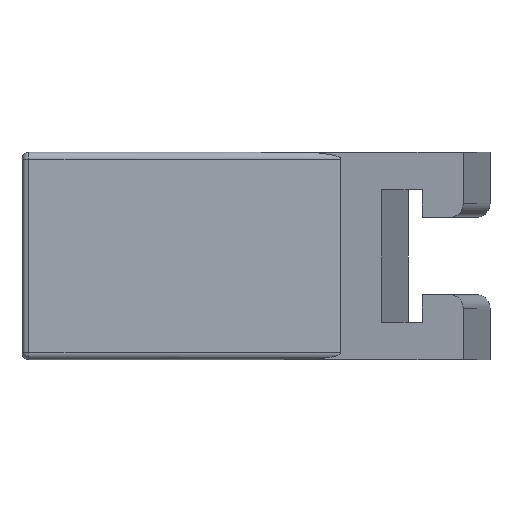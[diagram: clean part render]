
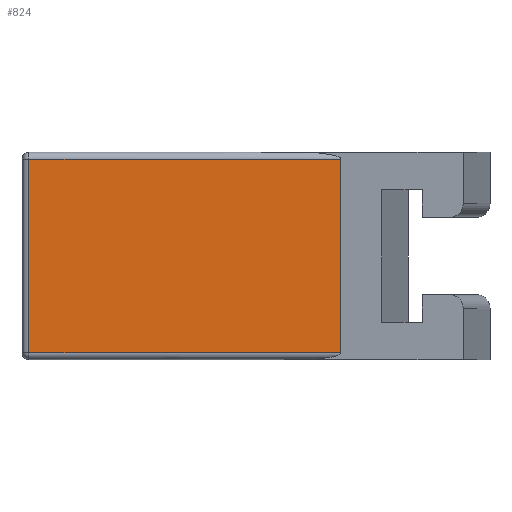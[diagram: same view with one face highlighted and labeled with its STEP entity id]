
A CAD part, front view. The second image highlights one B-rep face of the part: STEP entity #824.
In plain terms, the highlighted planar face has unit normal (0, -1, 0).
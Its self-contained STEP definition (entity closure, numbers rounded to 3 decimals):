
#42=PLANE('',#918);
#90=FACE_OUTER_BOUND('',#138,.T.);
#138=EDGE_LOOP('',(#753,#754,#755,#756));
#208=LINE('',#1270,#282);
#210=LINE('',#1273,#284);
#222=LINE('',#1338,#296);
#233=LINE('',#1366,#307);
#282=VECTOR('',#1002,22.56);
#284=VECTOR('',#1006,14.);
#296=VECTOR('',#1094,22.56);
#307=VECTOR('',#1127,14.);
#364=VERTEX_POINT('',#1258);
#366=VERTEX_POINT('',#1264);
#367=VERTEX_POINT('',#1268);
#382=VERTEX_POINT('',#1336);
#447=EDGE_CURVE('',#367,#366,#208,.T.);
#449=EDGE_CURVE('',#366,#364,#210,.T.);
#482=EDGE_CURVE('',#364,#382,#222,.T.);
#495=EDGE_CURVE('',#367,#382,#233,.T.);
#753=ORIENTED_EDGE('',*,*,#447,.F.);
#754=ORIENTED_EDGE('',*,*,#495,.T.);
#755=ORIENTED_EDGE('',*,*,#482,.F.);
#756=ORIENTED_EDGE('',*,*,#449,.F.);
#824=ADVANCED_FACE('',(#90),#42,.T.);
#918=AXIS2_PLACEMENT_3D('',#1417,#1177,#1178);
#1002=DIRECTION('',(-1.,0.,0.));
#1006=DIRECTION('',(0.,0.,1.));
#1094=DIRECTION('',(1.,0.,0.));
#1127=DIRECTION('',(0.,0.,1.));
#1177=DIRECTION('center_axis',(0.,-1.,0.));
#1178=DIRECTION('ref_axis',(1.,0.,0.));
#1258=CARTESIAN_POINT('',(-24.5,0.,14.5));
#1264=CARTESIAN_POINT('',(-24.5,0.,0.5));
#1268=CARTESIAN_POINT('',(-1.94,0.,0.5));
#1270=CARTESIAN_POINT('',(-17.449,0.,0.5));
#1273=CARTESIAN_POINT('',(-24.5,0.,0.));
#1336=CARTESIAN_POINT('',(-1.94,0.,14.5));
#1338=CARTESIAN_POINT('',(-17.449,0.,14.5));
#1366=CARTESIAN_POINT('',(-1.94,0.,0.));
#1417=CARTESIAN_POINT('Origin',(-25.,0.,0.));
